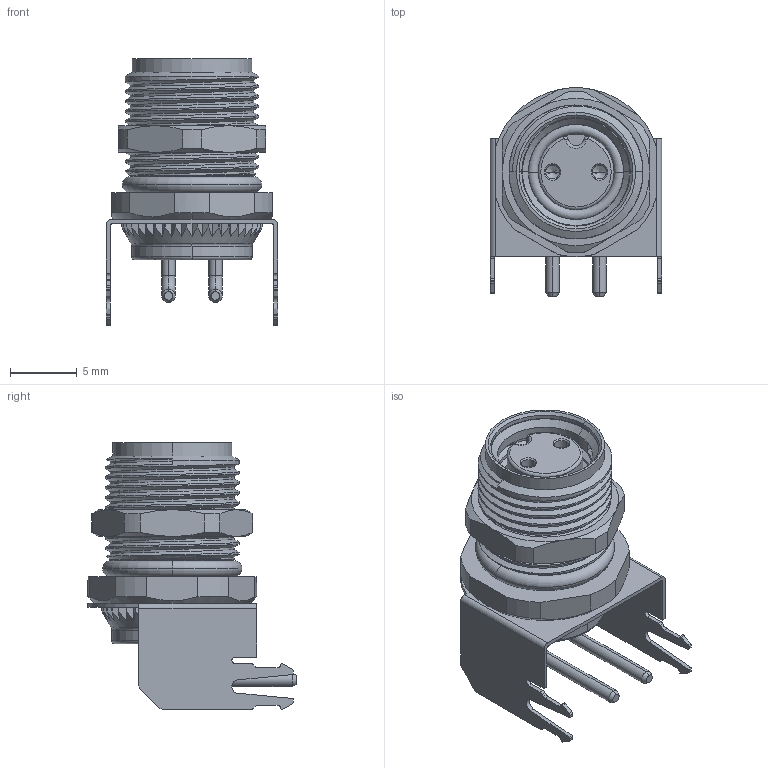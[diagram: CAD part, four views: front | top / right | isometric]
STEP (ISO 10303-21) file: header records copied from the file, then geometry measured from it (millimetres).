
FILE_DESCRIPTION((''),'2;1');
FILE_NAME('M8-FABK03-003S2_Y','2025-09-08T',('gongcheng16'),(''),'PRO/ENGINEER BY PARAMETRIC TECHNOLOGY CORPORATION, 2010280','PRO/ENGINEER BY PARAMETRIC TECHNOLOGY CORPORATION, 2010280','');
FILE_SCHEMA(('CONFIG_CONTROL_DESIGN'));
Products named in the file (1): M8-FABK03-003S2_Y
Bounding box: 12.8 x 15.55 x 19.9 mm (x, y, z)
Volume: 293.7 mm3; surface area: 13487 mm2
Topology: 1 solids, 79 shells, 2279 faces, 7524 edges, 5206 vertices
Faces by surface type: cylinder 995, plane 833, cone 241, bspline 128, torus 82
Entity records: 126330 total; most frequent: CARTESIAN_POINT 63378, DIRECTION 12684, ORIENTED_EDGE 12520, EDGE_CURVE 7520, VERTEX_POINT 5206, AXIS2_PLACEMENT_3D 4592, VECTOR 3500, LINE 3500
